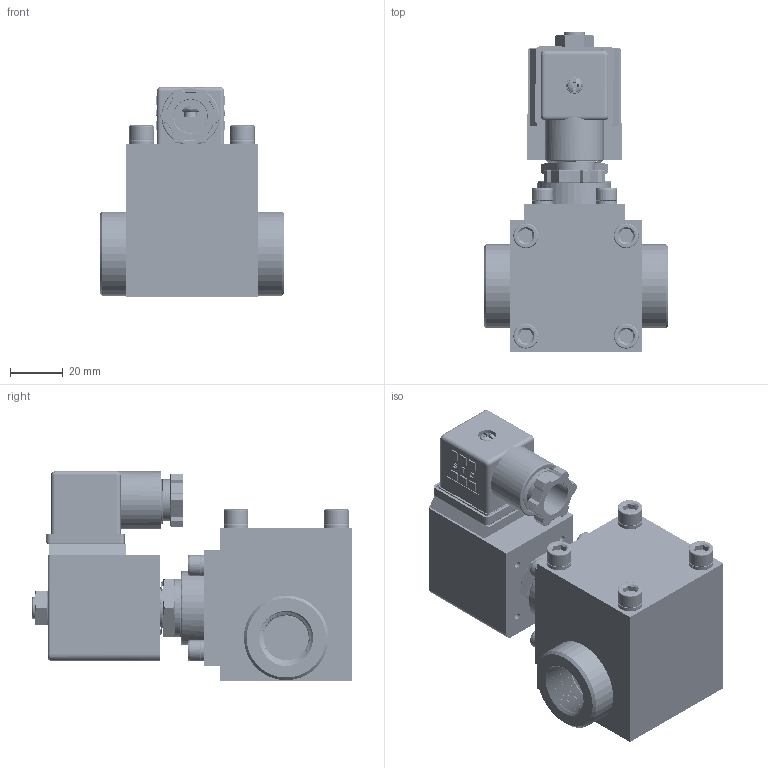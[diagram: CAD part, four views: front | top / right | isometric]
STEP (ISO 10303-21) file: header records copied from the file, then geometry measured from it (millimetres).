
FILE_DESCRIPTION (( 'STEP AP203' ), '1' );
FILE_NAME ('2E150-1-2_1.STEP', '2012-11-07T23:01:20', ( '' ), ( '' ), 'SwSTEP 2.0', 'SolidWorks 2012', '' );
FILE_SCHEMA (( 'CONFIG_CONTROL_DESIGN' ));
Products named in the file (29): M10LUOMUDIANPIAN_1; XIANQUAN_1; XIANDAOTOUMIFENGQUAN_1; TANHUANGDIANPIAN_1; XIANDAOTOU_1; DONGTIEXINTANHUANG_1; DONGTIEXIN_1; M6LUOSI_1; M6DIANPIAN_1; FAGAI1_1; MIFENGQUAN3_1; M5LUOSI_1; M5DIANPIAN_1; FAGAIMIFENGQUAN2_1; FAGAIMIFENGQUAN1_1; FAGAI2_1; M4LUOSI_1; MIFENGQUAN4_1; FAXIN_1; FATI_1; 2E150-1-2_1; M3LUOSI_1; JIEXIANHELUOMU_1; JIEXIANHEDIANPIAN_1; JIEXIANHEXIANGJIAODIANPIAN_1; JIANXIANHEWAIKE_1; JIEXIANHE_1; JIEXIANHEFANGSHUIXIANGJIAO_1; M10LUOMU_1
Assembly tree (40 placements, depth 2):
  2E150-1-2_1
    FATI_1
    FAXIN_1
    MIFENGQUAN4_1
    M4LUOSI_1
    FAGAI2_1
    FAGAIMIFENGQUAN1_1
    FAGAIMIFENGQUAN2_1
    M5DIANPIAN_1  x4
    M5LUOSI_1  x4
    MIFENGQUAN3_1
    FAGAI1_1
    M6DIANPIAN_1  x4
    M6LUOSI_1  x4
    DONGTIEXIN_1
    DONGTIEXINTANHUANG_1
    XIANDAOTOU_1
    TANHUANGDIANPIAN_1
    XIANDAOTOUMIFENGQUAN_1
    XIANQUAN_1
    M10LUOMUDIANPIAN_1
    M10LUOMU_1
    JIEXIANHEFANGSHUIXIANGJIAO_1
    JIEXIANHE_1
    JIANXIANHEWAIKE_1
    JIEXIANHEXIANGJIAODIANPIAN_1
    JIEXIANHEDIANPIAN_1
    JIEXIANHELUOMU_1
    M3LUOSI_1
Bounding box: 70 x 121.3 x 79.61 mm (x, y, z)
Volume: 235605.9 mm3; surface area: 97108.1 mm2
Topology: 40 solids, 40 shells, 2679 faces, 7924 edges, 5389 vertices
Faces by surface type: cylinder 1101, plane 764, bspline 562, cone 252
Entity records: 172140 total; most frequent: CARTESIAN_POINT 117785, ORIENTED_EDGE 12560, DIRECTION 7664, EDGE_CURVE 6280, VERTEX_POINT 4264, B_SPLINE_CURVE_WITH_KNOTS 2827, LINE 2570, VECTOR 2570
